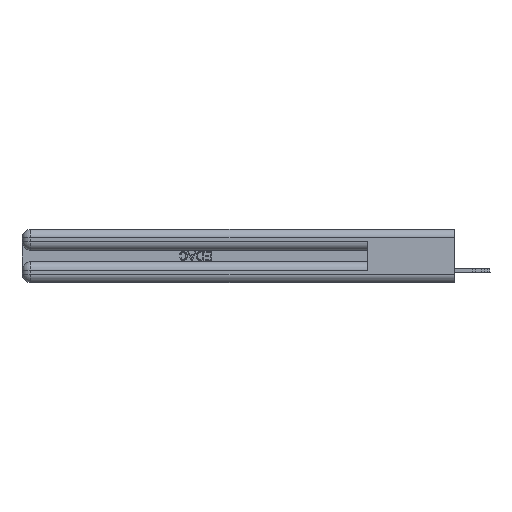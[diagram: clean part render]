
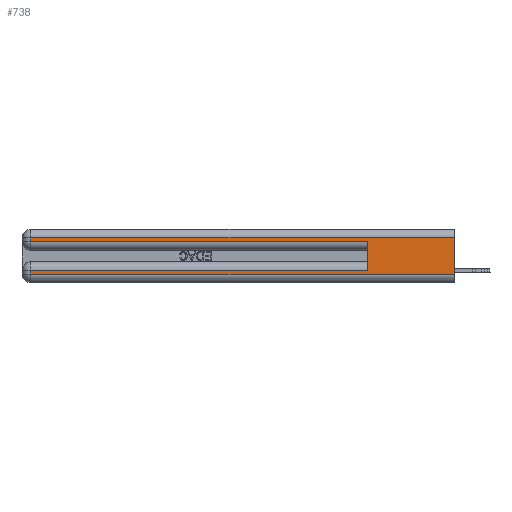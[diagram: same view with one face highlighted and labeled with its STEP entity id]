
A CAD part, left-side view. The second image highlights one B-rep face of the part: STEP entity #738.
In plain terms, the highlighted planar face has unit normal (-1, 0, 0).
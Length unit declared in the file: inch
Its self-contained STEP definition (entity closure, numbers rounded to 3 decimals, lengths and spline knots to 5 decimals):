
#24 = EDGE_CURVE ( 'NONE', #8550, #24342, #10850, .T. ) ;
#513 = VERTEX_POINT ( 'NONE', #17465 ) ;
#738 = ADVANCED_FACE ( 'NONE', ( #30707 ), #7434, .F. ) ;
#1355 = VECTOR ( 'NONE', #6373, 39.37008 ) ;
#3070 = EDGE_CURVE ( 'NONE', #27334, #24342, #38528, .T. ) ;
#3091 = ORIENTED_EDGE ( 'NONE', *, *, #3782, .T. ) ;
#3782 = EDGE_CURVE ( 'NONE', #513, #11219, #33884, .T. ) ;
#6373 = DIRECTION ( 'NONE',  ( 0., -1., 0. ) ) ;
#7311 = VECTOR ( 'NONE', #38049, 39.37008 ) ;
#7434 = PLANE ( 'NONE',  #16274 ) ;
#8550 = VERTEX_POINT ( 'NONE', #8934 ) ;
#8934 = CARTESIAN_POINT ( 'NONE',  ( 0., 2.94, 0.06 ) ) ;
#9874 = DIRECTION ( 'NONE',  ( 0., 0., -1. ) ) ;
#10850 = LINE ( 'NONE', #24403, #1355 ) ;
#11180 = ORIENTED_EDGE ( 'NONE', *, *, #22225, .T. ) ;
#11219 = VERTEX_POINT ( 'NONE', #34485 ) ;
#11422 = CARTESIAN_POINT ( 'NONE',  ( 0., 2.94, 0.37 ) ) ;
#12817 = CARTESIAN_POINT ( 'NONE',  ( 0., 0., 0.37 ) ) ;
#12898 = VECTOR ( 'NONE', #41465, 39.37008 ) ;
#13095 = VERTEX_POINT ( 'NONE', #21170 ) ;
#13335 = LINE ( 'NONE', #37115, #39935 ) ;
#16274 = AXIS2_PLACEMENT_3D ( 'NONE', #18185, #21744, #28865 ) ;
#17465 = CARTESIAN_POINT ( 'NONE',  ( 0., 0.6, 0.085 ) ) ;
#17482 = VECTOR ( 'NONE', #18121, 39.37008 ) ;
#18121 = DIRECTION ( 'NONE',  ( 0., 0., -1. ) ) ;
#18185 = CARTESIAN_POINT ( 'NONE',  ( 0., 0., 0.37 ) ) ;
#18932 = EDGE_LOOP ( 'NONE', ( #29133, #41270, #45153, #28798, #31851, #3091, #11180, #43829 ) ) ;
#20250 = VECTOR ( 'NONE', #35819, 39.37008 ) ;
#20449 = CARTESIAN_POINT ( 'NONE',  ( 0., 0., 0.085 ) ) ;
#21170 = CARTESIAN_POINT ( 'NONE',  ( 0., 2.94, 0.285 ) ) ;
#21744 = DIRECTION ( 'NONE',  ( 1., 0., 0. ) ) ;
#22225 = EDGE_CURVE ( 'NONE', #11219, #8550, #35133, .T. ) ;
#24298 = DIRECTION ( 'NONE',  ( 0., 0., -1. ) ) ;
#24342 = VERTEX_POINT ( 'NONE', #40125 ) ;
#24403 = CARTESIAN_POINT ( 'NONE',  ( 0., 0., 0.06 ) ) ;
#25772 = VECTOR ( 'NONE', #24298, 39.37008 ) ;
#26171 = CARTESIAN_POINT ( 'NONE',  ( 0., 0., 0.31 ) ) ;
#27334 = VERTEX_POINT ( 'NONE', #26171 ) ;
#28165 = CARTESIAN_POINT ( 'NONE',  ( 0., 0., 0.31 ) ) ;
#28798 = ORIENTED_EDGE ( 'NONE', *, *, #37949, .T. ) ;
#28865 = DIRECTION ( 'NONE',  ( 0., 0., -1. ) ) ;
#29133 = ORIENTED_EDGE ( 'NONE', *, *, #3070, .F. ) ;
#29634 = LINE ( 'NONE', #28165, #42954 ) ;
#30566 = EDGE_CURVE ( 'NONE', #513, #37672, #44061, .T. ) ;
#30573 = EDGE_CURVE ( 'NONE', #27334, #42305, #29634, .T. ) ;
#30707 = FACE_OUTER_BOUND ( 'NONE', #18932, .T. ) ;
#31709 = CARTESIAN_POINT ( 'NONE',  ( 0., 0.6, 0.145 ) ) ;
#31851 = ORIENTED_EDGE ( 'NONE', *, *, #30566, .F. ) ;
#32287 = LINE ( 'NONE', #34605, #12898 ) ;
#33884 = LINE ( 'NONE', #20449, #7311 ) ;
#33904 = CARTESIAN_POINT ( 'NONE',  ( 0., 2.94, 0.31 ) ) ;
#34485 = CARTESIAN_POINT ( 'NONE',  ( 0., 2.94, 0.085 ) ) ;
#34605 = CARTESIAN_POINT ( 'NONE',  ( 0., 0., 0.285 ) ) ;
#35133 = LINE ( 'NONE', #11422, #17482 ) ;
#35819 = DIRECTION ( 'NONE',  ( 0., 0., 1. ) ) ;
#37115 = CARTESIAN_POINT ( 'NONE',  ( 0., 2.94, 0.37 ) ) ;
#37672 = VERTEX_POINT ( 'NONE', #43657 ) ;
#37949 = EDGE_CURVE ( 'NONE', #13095, #37672, #32287, .T. ) ;
#38049 = DIRECTION ( 'NONE',  ( 0., 1., 0. ) ) ;
#38528 = LINE ( 'NONE', #12817, #25772 ) ;
#39935 = VECTOR ( 'NONE', #9874, 39.37008 ) ;
#40125 = CARTESIAN_POINT ( 'NONE',  ( 0., 0., 0.06 ) ) ;
#41270 = ORIENTED_EDGE ( 'NONE', *, *, #30573, .T. ) ;
#41465 = DIRECTION ( 'NONE',  ( 0., -1., 0. ) ) ;
#42305 = VERTEX_POINT ( 'NONE', #33904 ) ;
#42693 = DIRECTION ( 'NONE',  ( 0., 1., 0. ) ) ;
#42954 = VECTOR ( 'NONE', #42693, 39.37008 ) ;
#43026 = EDGE_CURVE ( 'NONE', #42305, #13095, #13335, .T. ) ;
#43657 = CARTESIAN_POINT ( 'NONE',  ( 0., 0.6, 0.285 ) ) ;
#43829 = ORIENTED_EDGE ( 'NONE', *, *, #24, .T. ) ;
#44061 = LINE ( 'NONE', #31709, #20250 ) ;
#45153 = ORIENTED_EDGE ( 'NONE', *, *, #43026, .T. ) ;
